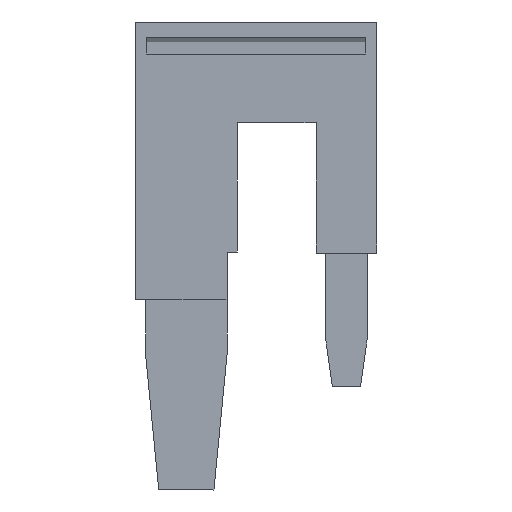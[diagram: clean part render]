
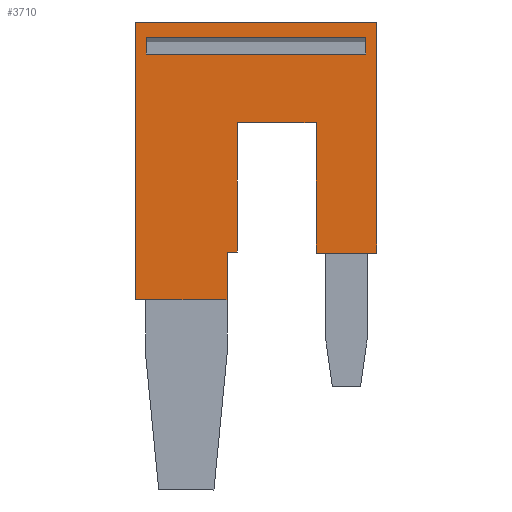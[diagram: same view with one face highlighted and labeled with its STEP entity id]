
A CAD part, front view. The second image highlights one B-rep face of the part: STEP entity #3710.
In plain terms, the highlighted face is planar.
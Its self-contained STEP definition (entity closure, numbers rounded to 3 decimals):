
#1320=CARTESIAN_POINT('',(5.607,-4.875,47.075))
;
#1330=DIRECTION('',(0.,0.,1.));
#1340=VECTOR('',#1330,1.);
#1350=LINE('',#1320,#1340);
#1360=CARTESIAN_POINT('',(5.607,-4.875,
52.235));
#1370=VERTEX_POINT('',#1360);
#1380=CARTESIAN_POINT('',(5.607,-4.875,
57.16));
#1390=VERTEX_POINT('',#1380);
#1400=EDGE_CURVE('',#1370,#1390,#1350,.T.);
#1790=CARTESIAN_POINT('',(5.607,-12.305,52.235));
#1800=DIRECTION('',(0.,-1.,0.));
#1810=VECTOR('',#1800,1.);
#1820=LINE('',#1790,#1810);
#1830=CARTESIAN_POINT('',(5.607,-12.34,52.235));
#1840=VERTEX_POINT('',#1830);
#1850=CARTESIAN_POINT('',(5.607,-13.075,
52.235));
#1860=VERTEX_POINT('',#1850);
#1870=EDGE_CURVE('',#1840,#1860,#1820,.T.);
#2120=CARTESIAN_POINT('',(5.607,-9.475,
52.235));
#2130=VERTEX_POINT('',#2120);
#2140=EDGE_CURVE('',#1370,#2130,#1820,.T.);
#2160=EDGE_CURVE('',#2130,#1840,#1820,.T.);
#2280=CARTESIAN_POINT('',(5.607,-7.34,
59.194));
#2290=DIRECTION('',(1.,0.,0.));
#2300=DIRECTION('',(0.,1.,0.));
#2310=AXIS2_PLACEMENT_3D('',#2280,#2290,#2300);
#2320=PLANE('',#2310);
#2330=CARTESIAN_POINT('',(5.607,-12.305,57.81))
;
#2340=DIRECTION('',(0.,1.,0.));
#2350=VECTOR('',#2340,1.);
#2360=LINE('',#2330,#2350);
#2370=CARTESIAN_POINT('',(5.607,-15.462,57.81))
;
#2380=VERTEX_POINT('',#2370);
#2390=CARTESIAN_POINT('',(5.607,-12.975,
57.81));
#2400=VERTEX_POINT('',#2390);
#2410=EDGE_CURVE('',#2380,#2400,#2360,.T.);
#2420=ORIENTED_EDGE('',*,*,#2410,.T.);
#2430=CARTESIAN_POINT('',(5.607,-15.975,
57.81));
#2440=VERTEX_POINT('',#2430);
#2450=EDGE_CURVE('',#2440,#2380,#2360,.T.);
#2460=ORIENTED_EDGE('',*,*,#2450,.T.);
#2470=CARTESIAN_POINT('',(5.607,-15.975,47.075))
;
#2480=DIRECTION('',(0.,0.,-1.));
#2490=VECTOR('',#2480,1.);
#2500=LINE('',#2470,#2490);
#2510=CARTESIAN_POINT('',(5.607,-15.975,58.299))
;
#2520=VERTEX_POINT('',#2510);
#2530=EDGE_CURVE('',#2520,#2440,#2500,.T.);
#2540=ORIENTED_EDGE('',*,*,#2530,.T.);
#2550=CARTESIAN_POINT('',(5.607,-15.975,62.648))
;
#2560=VERTEX_POINT('',#2550);
#2570=EDGE_CURVE('',#2560,#2520,#2500,.T.);
#2580=ORIENTED_EDGE('',*,*,#2570,.T.);
#2590=CARTESIAN_POINT('',(5.607,-15.975,
63.56));
#2600=VERTEX_POINT('',#2590);
#2610=EDGE_CURVE('',#2600,#2560,#2500,.T.);
#2620=ORIENTED_EDGE('',*,*,#2610,.T.);
#2630=CARTESIAN_POINT('',(5.607,-12.305,63.56))
;
#2640=DIRECTION('',(0.,1.,0.));
#2650=VECTOR('',#2640,1.);
#2660=LINE('',#2630,#2650);
#2670=CARTESIAN_POINT('',(5.607,-15.079,63.56))
;
#2680=VERTEX_POINT('',#2670);
#2690=EDGE_CURVE('',#2600,#2680,#2660,.T.);
#2700=ORIENTED_EDGE('',*,*,#2690,.F.);
#2710=CARTESIAN_POINT('',(5.607,-9.475,
63.56));
#2720=VERTEX_POINT('',#2710);
#2730=EDGE_CURVE('',#2680,#2720,#2660,.T.);
#2740=ORIENTED_EDGE('',*,*,#2730,.F.);
#2750=CARTESIAN_POINT('',(5.607,1.425,
63.56));
#2760=VERTEX_POINT('',#2750);
#2770=EDGE_CURVE('',#2720,#2760,#2660,.T.);
#2780=ORIENTED_EDGE('',*,*,#2770,.F.);
#2790=CARTESIAN_POINT('',(5.607,1.425,47.075));
#2800=DIRECTION('',(0.,0.,1.));
#2810=VECTOR('',#2800,1.);
#2820=LINE('',#2790,#2810);
#2830=CARTESIAN_POINT('',(5.607,1.425,
48.435));
#2840=VERTEX_POINT('',#2830);
#2850=EDGE_CURVE('',#2840,#2760,#2820,.T.);
#2860=ORIENTED_EDGE('',*,*,#2850,.T.);
#2870=CARTESIAN_POINT('',(5.607,-12.305,48.435));
#2880=DIRECTION('',(0.,1.,0.));
#2890=VECTOR('',#2880,1.);
#2900=LINE('',#2870,#2890);
#2910=CARTESIAN_POINT('',(5.607,-9.475,
48.435));
#2920=VERTEX_POINT('',#2910);
#2930=EDGE_CURVE('',#2920,#2840,#2900,.T.);
#2940=ORIENTED_EDGE('',*,*,#2930,.T.);
#2950=CARTESIAN_POINT('',(5.607,-12.34,48.435));
#2960=VERTEX_POINT('',#2950);
#2970=EDGE_CURVE('',#2960,#2920,#2900,.T.);
#2980=ORIENTED_EDGE('',*,*,#2970,.T.);
#2990=CARTESIAN_POINT('',(5.607,-13.075,
48.435));
#3000=VERTEX_POINT('',#2990);
#3010=EDGE_CURVE('',#3000,#2960,#2900,.T.);
#3020=ORIENTED_EDGE('',*,*,#3010,.T.);
#3030=CARTESIAN_POINT('',(5.607,-13.075,47.075))
;
#3040=DIRECTION('',(0.,0.,-1.));
#3050=VECTOR('',#3040,1.);
#3060=LINE('',#3030,#3050);
#3070=EDGE_CURVE('',#1860,#3000,#3060,.T.);
#3080=ORIENTED_EDGE('',*,*,#3070,.T.);
#3090=ORIENTED_EDGE('',*,*,#1870,.T.);
#3100=ORIENTED_EDGE('',*,*,#2160,.T.);
#3110=ORIENTED_EDGE('',*,*,#2140,.T.);
#3120=ORIENTED_EDGE('',*,*,#1400,.F.);
#3130=CARTESIAN_POINT('',(5.607,-12.305,57.16))
;
#3140=DIRECTION('',(0.,1.,0.));
#3150=VECTOR('',#3140,1.);
#3160=LINE('',#3130,#3150);
#3170=CARTESIAN_POINT('',(5.607,-9.475,
57.16));
#3180=VERTEX_POINT('',#3170);
#3190=EDGE_CURVE('',#3180,#1390,#3160,.T.);
#3200=ORIENTED_EDGE('',*,*,#3190,.T.);
#3210=CARTESIAN_POINT('',(5.607,-12.296,57.16))
;
#3220=VERTEX_POINT('',#3210);
#3230=EDGE_CURVE('',#3220,#3180,#3160,.T.);
#3240=ORIENTED_EDGE('',*,*,#3230,.T.);
#3250=CARTESIAN_POINT('',(5.607,-12.975,
57.16));
#3260=VERTEX_POINT('',#3250);
#3270=EDGE_CURVE('',#3260,#3220,#3160,.T.);
#3280=ORIENTED_EDGE('',*,*,#3270,.T.);
#3290=CARTESIAN_POINT('',(5.607,-12.975,47.075))
;
#3300=DIRECTION('',(0.,0.,-1.));
#3310=VECTOR('',#3300,1.);
#3320=LINE('',#3290,#3310);
#3330=EDGE_CURVE('',#2400,#3260,#3320,.T.);
#3340=ORIENTED_EDGE('',*,*,#3330,.T.);
#3350=EDGE_LOOP('',(#3340,#3280,#3240,#3200,#3120,#3110,#3100,#3090,
#3080,#3020,#2980,#2940,#2860,#2780,#2740,#2700,#2620,#2580,#2540,#2460,
#2420));
#3360=FACE_OUTER_BOUND('',#3350,.T.);
#3370=CARTESIAN_POINT('',(5.607,-12.305,
62.86));
#3380=DIRECTION('',(0.,-1.,0.));
#3390=VECTOR('',#3380,1.);
#3400=LINE('',#3370,#3390);
#3410=CARTESIAN_POINT('',(5.607,0.461,
62.86));
#3420=VERTEX_POINT('',#3410);
#3430=CARTESIAN_POINT('',(5.607,-0.579,
62.86));
#3440=VERTEX_POINT('',#3430);
#3450=EDGE_CURVE('',#3420,#3440,#3400,.T.);
#3460=ORIENTED_EDGE('',*,*,#3450,.F.);
#3470=CARTESIAN_POINT('',(5.607,-0.579,47.075)
);
#3480=DIRECTION('',(0.,0.,-1.));
#3490=VECTOR('',#3480,1.);
#3500=LINE('',#3470,#3490);
#3510=CARTESIAN_POINT('',(5.607,-0.579,
49.135));
#3520=VERTEX_POINT('',#3510);
#3530=EDGE_CURVE('',#3440,#3520,#3500,.T.);
#3540=ORIENTED_EDGE('',*,*,#3530,.F.);
#3550=CARTESIAN_POINT('',(5.607,-12.305,
49.135));
#3560=DIRECTION('',(0.,1.,0.));
#3570=VECTOR('',#3560,1.);
#3580=LINE('',#3550,#3570);
#3590=CARTESIAN_POINT('',(5.607,0.461,
49.135));
#3600=VERTEX_POINT('',#3590);
#3610=EDGE_CURVE('',#3520,#3600,#3580,.T.);
#3620=ORIENTED_EDGE('',*,*,#3610,.F.);
#3630=CARTESIAN_POINT('',(5.607,0.461,47.075))
;
#3640=DIRECTION('',(0.,0.,1.));
#3650=VECTOR('',#3640,1.);
#3660=LINE('',#3630,#3650);
#3670=EDGE_CURVE('',#3600,#3420,#3660,.T.);
#3680=ORIENTED_EDGE('',*,*,#3670,.F.);
#3690=EDGE_LOOP('',(#3680,#3620,#3540,#3460));
#3700=FACE_BOUND('',#3690,.T.);
#3710=ADVANCED_FACE('',(#3360,#3700),#2320,.T.);
